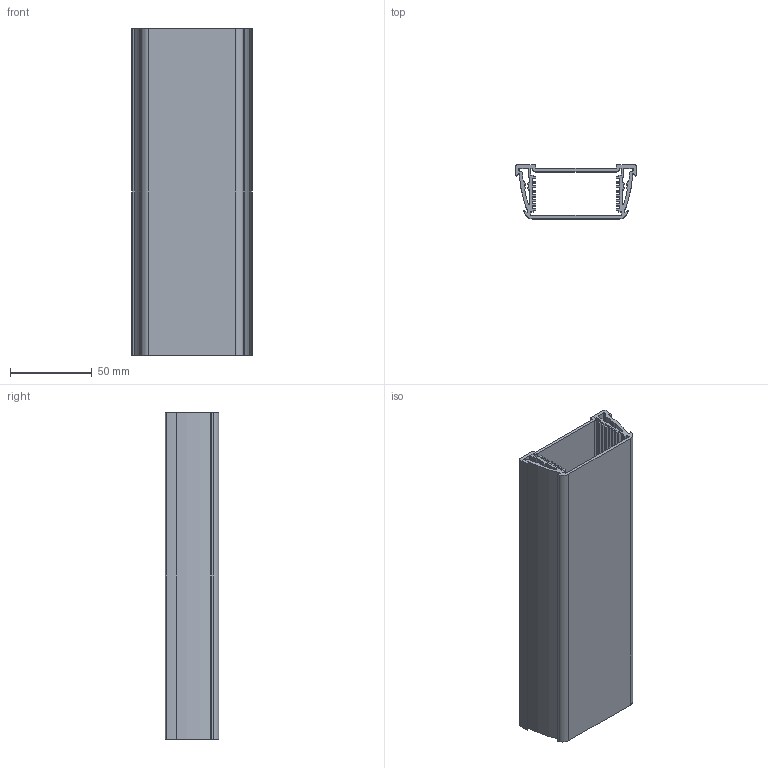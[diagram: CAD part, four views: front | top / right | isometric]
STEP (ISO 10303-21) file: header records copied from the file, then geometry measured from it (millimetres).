
FILE_DESCRIPTION((''),'2;1');
FILE_NAME('94111200_ASP 830-0200.stp','2009-07-16T07:42:27',('kotzmaier'),(''),'Autodesk Inventor 2009','Autodesk Inventor 2009','');
FILE_SCHEMA(('AUTOMOTIVE_DESIGN { 1 0 10303 214 1 1 1 1 }'));
Length unit declared in the file: millimetre
Products named in the file (1): ASP 830_1009669_3D
Bounding box: 74 x 32.8 x 200 mm (x, y, z)
Volume: 107462.2 mm3; surface area: 114738.7 mm2
Topology: 1 solids, 1 shells, 172 faces, 510 edges, 340 vertices
Faces by surface type: plane 108, cylinder 64
Entity records: 5800 total; most frequent: CARTESIAN_POINT 1023, ORIENTED_EDGE 1020, DIRECTION 984, EDGE_CURVE 510, VECTOR 382, LINE 382, VERTEX_POINT 340, AXIS2_PLACEMENT_3D 301
